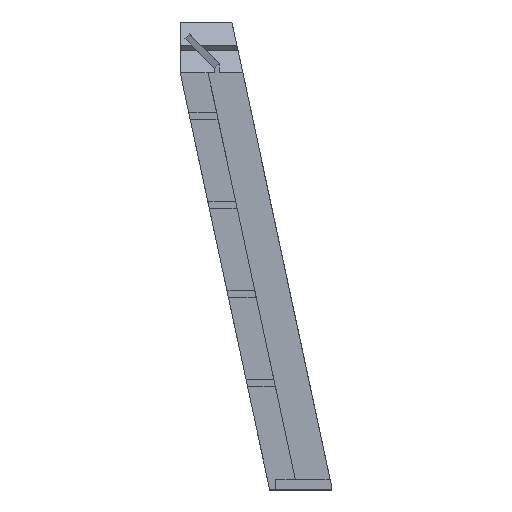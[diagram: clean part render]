
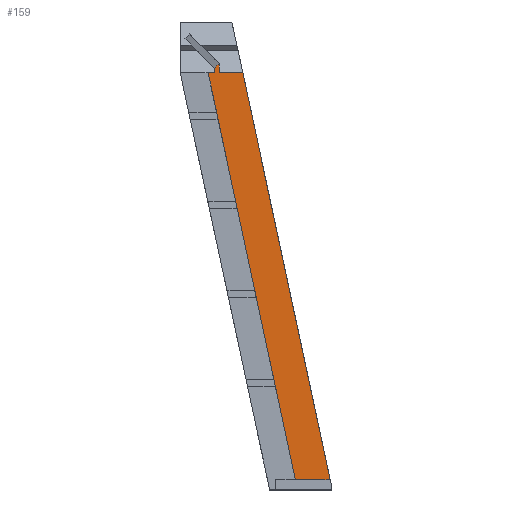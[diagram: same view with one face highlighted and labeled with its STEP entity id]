
A CAD part, left-side view. The second image highlights one B-rep face of the part: STEP entity #159.
In plain terms, the highlighted planar face has unit normal (-1, 0, 0).
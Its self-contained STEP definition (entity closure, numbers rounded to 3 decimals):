
#159=ADVANCED_FACE('',(#1129),#1131,.T.);
#1129=FACE_BOUND('',#1130,.T.);
#1130=EDGE_LOOP('',(#1889,#1890,#1891,#1892,#1893,#1894,#1895,#1896,#1897,#1898));
#1131=PLANE('',#1132);
#1132=AXIS2_PLACEMENT_3D('',#1133,#1134,#1135);
#1133=CARTESIAN_POINT('',(-171.172,0.,0.));
#1134=DIRECTION('',(-1.,0.,0.));
#1135=DIRECTION('',(0.,-1.,0.));
#1889=ORIENTED_EDGE('',*,*,#2521,.T.);
#1890=ORIENTED_EDGE('',*,*,#2522,.F.);
#1891=ORIENTED_EDGE('',*,*,#2523,.T.);
#1892=ORIENTED_EDGE('',*,*,#2524,.F.);
#1893=ORIENTED_EDGE('',*,*,#2525,.F.);
#1894=ORIENTED_EDGE('',*,*,#2526,.F.);
#1895=ORIENTED_EDGE('',*,*,#2527,.F.);
#1896=ORIENTED_EDGE('',*,*,#2528,.F.);
#1897=ORIENTED_EDGE('',*,*,#2529,.T.);
#1898=ORIENTED_EDGE('',*,*,#2530,.T.);
#2521=EDGE_CURVE('',#2846,#2847,#2848,.F.);
#2522=EDGE_CURVE('',#2849,#2847,#2850,.T.);
#2523=EDGE_CURVE('',#2849,#2851,#2852,.T.);
#2524=EDGE_CURVE('',#2853,#2851,#2854,.F.);
#2525=EDGE_CURVE('',#2855,#2853,#2856,.F.);
#2526=EDGE_CURVE('',#2833,#2855,#2857,.F.);
#2527=EDGE_CURVE('',#2858,#2833,#2859,.F.);
#2528=EDGE_CURVE('',#2860,#2858,#2861,.F.);
#2529=EDGE_CURVE('',#2860,#2862,#2863,.T.);
#2530=EDGE_CURVE('',#2862,#2846,#2864,.T.);
#2833=VERTEX_POINT('',#3360);
#2846=VERTEX_POINT('',#3387);
#2847=VERTEX_POINT('',#3388);
#2848=LINE('',#3389,#3390);
#2849=VERTEX_POINT('',#3392);
#2850=LINE('',#3393,#3394);
#2851=VERTEX_POINT('',#3396);
#2852=LINE('',#3397,#3398);
#2853=VERTEX_POINT('',#3400);
#2854=LINE('',#3401,#3402);
#2855=VERTEX_POINT('',#3404);
#2856=LINE('',#3405,#3406);
#2857=LINE('',#3408,#3409);
#2858=VERTEX_POINT('',#3411);
#2859=LINE('',#3412,#3413);
#2860=VERTEX_POINT('',#3415);
#2861=LINE('',#3416,#3417);
#2862=VERTEX_POINT('',#3419);
#2863=LINE('',#3420,#3421);
#2864=LINE('',#3423,#3424);
#3360=CARTESIAN_POINT('',(-171.172,32.311,121.862));
#3387=CARTESIAN_POINT('',(-171.172,10.472,2.2));
#3388=CARTESIAN_POINT('',(-171.172,0.472,2.2));
#3389=CARTESIAN_POINT('',(-171.172,0.472,2.2));
#3390=VECTOR('',#3391,1.);
#3391=DIRECTION('',(0.,1.,0.));
#3392=CARTESIAN_POINT('',(-171.172,25.574,119.175));
#3393=CARTESIAN_POINT('',(-171.172,25.574,119.175));
#3394=VECTOR('',#3395,1.);
#3395=DIRECTION('',(0.,-0.21,-0.978));
#3396=CARTESIAN_POINT('',(-171.172,32.24,119.175));
#3397=CARTESIAN_POINT('',(-171.172,25.574,119.175));
#3398=VECTOR('',#3399,1.);
#3399=DIRECTION('',(0.,1.,0.));
#3400=CARTESIAN_POINT('',(-171.172,32.24,120.448));
#3401=CARTESIAN_POINT('',(-171.172,32.24,119.175));
#3402=VECTOR('',#3403,1.);
#3403=DIRECTION('',(0.,0.,1.));
#3404=CARTESIAN_POINT('',(-171.172,32.311,120.448));
#3405=CARTESIAN_POINT('',(-171.172,32.24,120.448));
#3406=VECTOR('',#3407,1.);
#3407=DIRECTION('',(0.,1.,0.));
#3408=CARTESIAN_POINT('',(-171.172,32.311,120.448));
#3409=VECTOR('',#3410,1.);
#3410=DIRECTION('',(0.,0.,1.));
#3411=CARTESIAN_POINT('',(-171.172,33.725,120.448));
#3412=CARTESIAN_POINT('',(-171.172,32.311,121.862));
#3413=VECTOR('',#3414,1.);
#3414=DIRECTION('',(0.,0.707,-0.707));
#3415=CARTESIAN_POINT('',(-171.172,33.725,119.175));
#3416=CARTESIAN_POINT('',(-171.172,33.725,120.448));
#3417=VECTOR('',#3418,1.);
#3418=DIRECTION('',(0.,0.,-1.));
#3419=CARTESIAN_POINT('',(-171.172,35.574,119.175));
#3420=CARTESIAN_POINT('',(-171.172,33.725,119.175));
#3421=VECTOR('',#3422,1.);
#3422=DIRECTION('',(0.,1.,0.));
#3423=CARTESIAN_POINT('',(-171.172,35.574,119.175));
#3424=VECTOR('',#3425,1.);
#3425=DIRECTION('',(0.,-0.21,-0.978));
